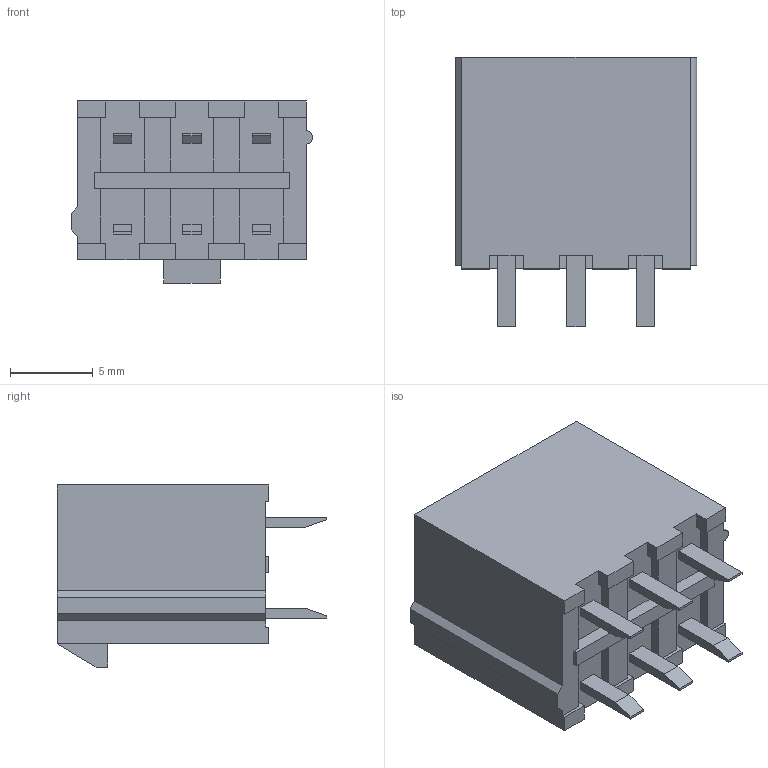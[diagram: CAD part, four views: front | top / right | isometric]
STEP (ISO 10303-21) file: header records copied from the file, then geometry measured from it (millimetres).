
FILE_DESCRIPTION(('STEP AP242'),'1');
FILE_NAME('0039281063.stp','2024-12-08T16:50:48',('TraceParts'),('TraceParts S.A.'),'Spatial InterOp 3D',' ',' ');
FILE_SCHEMA(('AP242_MANAGED_MODEL_BASED_3D_ENGINEERING_MIM_LF {1 0 10303 442 1 1 4}'));
Length unit declared in the file: millimetre
Products named in the file (1): 0039281063
Bounding box: 14.6 x 16.3 x 11 mm (x, y, z)
Volume: 1029.7 mm3; surface area: 1918.6 mm2
Topology: 1 solids, 1 shells, 182 faces, 484 edges, 322 vertices
Faces by surface type: plane 180, cylinder 2
Entity records: 5560 total; most frequent: CARTESIAN_POINT 989, ORIENTED_EDGE 968, DIRECTION 854, EDGE_CURVE 484, LINE 480, VECTOR 480, VERTEX_POINT 322, EDGE_LOOP 200
